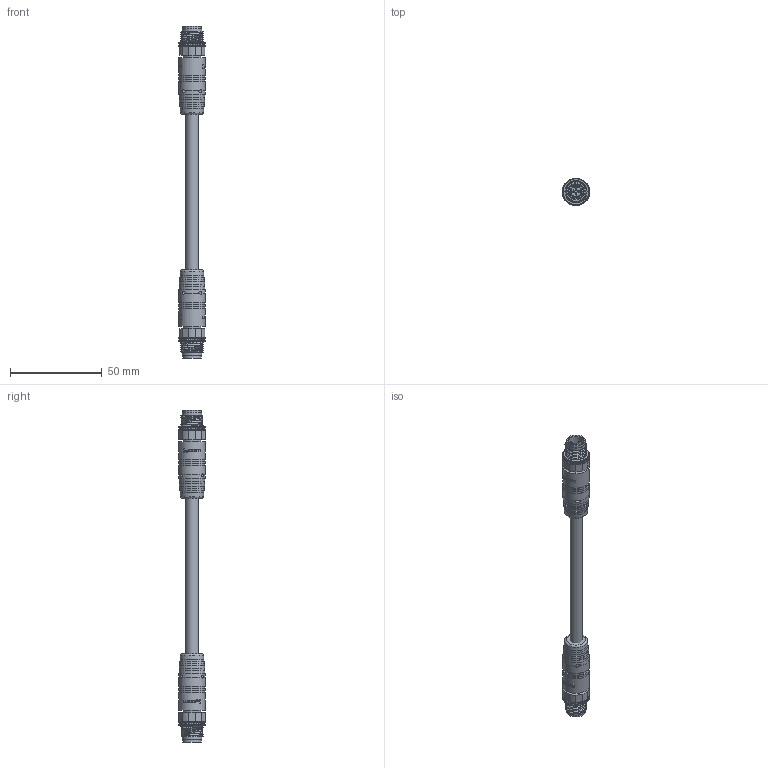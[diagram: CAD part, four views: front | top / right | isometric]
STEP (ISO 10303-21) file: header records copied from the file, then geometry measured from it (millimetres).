
FILE_DESCRIPTION (( 'STEP AP214' ), '1' );
FILE_NAME ('TRG607-T6T.STEP', '2018-04-06T19:57:04', ( '' ), ( '' ), 'SwSTEP 2.0', 'SolidWorks 2017', '' );
FILE_SCHEMA (( 'AUTOMOTIVE_DESIGN' ));
Length unit declared in the file: millimetre
Products named in the file (10): 1AA13-159; 1AA13-159 -MA1_Type 2 ; 1AA13-159-MA6; 1AA13-159 -MA5; 1AA13-159 -MA3; 1AA13-159 -MA2; 1AA13-159 -MA4; MTN-950_CODE D; TRG607-T6T; 1AL04-078_L=130MM
Assembly tree (18 placements, depth 4):
  TRG607-T6T
    MTN-950_CODE D  x2
    1AA13-159  x2
      1AA13-159 -MA5
        1AA13-159 -MA4
        1AA13-159 -MA2
        1AA13-159 -MA3  x8
      1AA13-159-MA6
      1AA13-159 -MA1_Type 2 
    1AL04-078_L=130MM
Bounding box: 14.9 x 14.5 x 181 mm (x, y, z)
Volume: 19279.7 mm3; surface area: 18747 mm2
Topology: 27 solids, 27 shells, 2153 faces, 5353 edges, 3342 vertices
Faces by surface type: plane 1234, cylinder 451, cone 308, bspline 154, torus 6
Full cylindrical faces by diameter (mm): 0.6 x32, 0.8 x16, 0.9 x16, 1.1 x16, 1.2 x32, 1.5 x8, 6.985 x1, 8 x2, 8.3 x2, 9.25 x2, 9.4 x2, 9.5 x4, 9.7 x2, 10.3 x2, 10.5 x2, 10.6 x2, 11 x2, 11.3 x2, 11.5 x4, 14.1 x4, 14.5 x6
Entity records: 32664 total; most frequent: CARTESIAN_POINT 10785, ORIENTED_EDGE 4608, DIRECTION 4060, EDGE_CURVE 2304, VERTEX_POINT 1466, AXIS2_PLACEMENT_3D 1423, VECTOR 1214, LINE 1214
